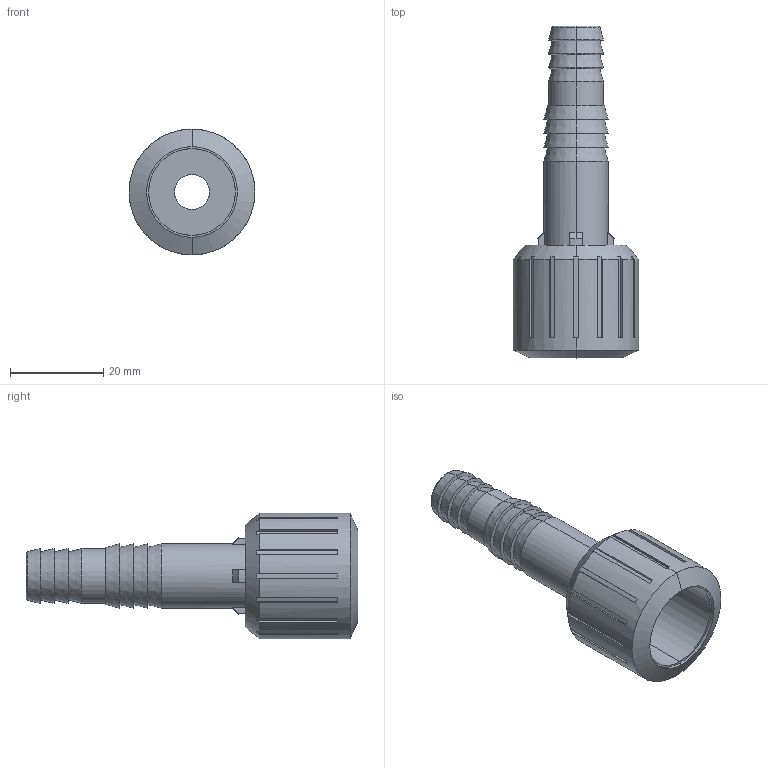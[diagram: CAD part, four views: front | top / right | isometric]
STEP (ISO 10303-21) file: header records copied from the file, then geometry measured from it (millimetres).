
FILE_DESCRIPTION(('STEP AP214'),'1');
FILE_NAME('adv012012014.stp','2017-06-11T12:26:40',('TraceParts'),('TraceParts S.A.'),'Spatial InterOp 3D',' ',' ');
FILE_SCHEMA(('automotive_design'));
Length unit declared in the file: millimetre
Products named in the file (2): adv012012014_1; adv012012014_2
Bounding box: 27 x 71.2 x 27 mm (x, y, z)
Volume: 12258 mm3; surface area: 8418 mm2
Topology: 2 solids, 2 shells, 145 faces, 376 edges, 238 vertices
Faces by surface type: plane 63, cone 38, cylinder 36, torus 8
Entity records: 5675 total; most frequent: CARTESIAN_POINT 913, DIRECTION 780, ORIENTED_EDGE 752, EDGE_CURVE 376, AXIS2_PLACEMENT_3D 305, VERTEX_POINT 238, LINE 170, VECTOR 170
